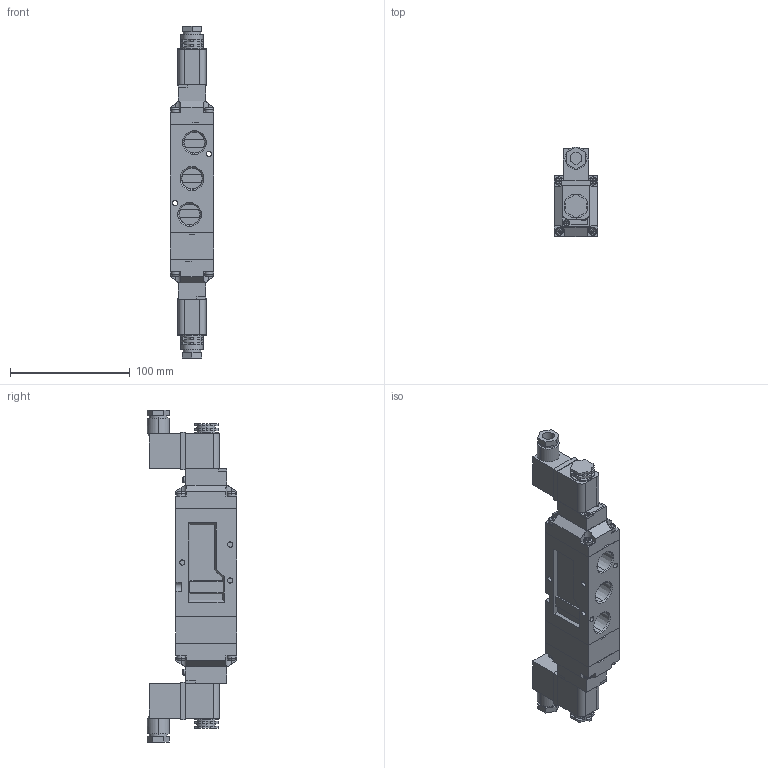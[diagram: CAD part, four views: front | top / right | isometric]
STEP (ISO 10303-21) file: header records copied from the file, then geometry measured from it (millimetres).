
FILE_DESCRIPTION (( 'STEP AP203' ), '1' );
FILE_NAME ('SF6503-IP-SC2-CD2.STEP', '2016-01-05T01:19:50', ( 'yrd8' ), ( '' ), 'SwSTEP 2.0', 'SolidWorks 2008', '' );
FILE_SCHEMA (( 'CONFIG_CONTROL_DESIGN' ));
Length unit declared in the file: millimetre
Products named in the file (6): SF6000 Pilot_ル遽; CN2_ル遽; SF6503-IP-SC2-CD2; SF6000 Body_ル遽; SF6000 Block Guide_ル遽; SF6000 Semi Pilot_ル遽
Assembly tree (8 placements, depth 2):
  SF6503-IP-SC2-CD2
    SF6000 Pilot_ル遽  x2
    SF6000 Semi Pilot_ル遽  x2
    CN2_ル遽  x2
    SF6000 Body_ル遽
    SF6000 Block Guide_ル遽
Bounding box: 36.5 x 74.7 x 277.1 mm (x, y, z)
Volume: 347988.5 mm3; surface area: 80774.6 mm2
Topology: 8 solids, 8 shells, 824 faces, 2074 edges, 1342 vertices
Faces by surface type: plane 518, cylinder 178, cone 112, torus 16
Entity records: 14656 total; most frequent: CARTESIAN_POINT 2683, DIRECTION 2342, ORIENTED_EDGE 2334, EDGE_CURVE 1167, AXIS2_PLACEMENT_3D 785, VECTOR 772, LINE 772, VERTEX_POINT 756
